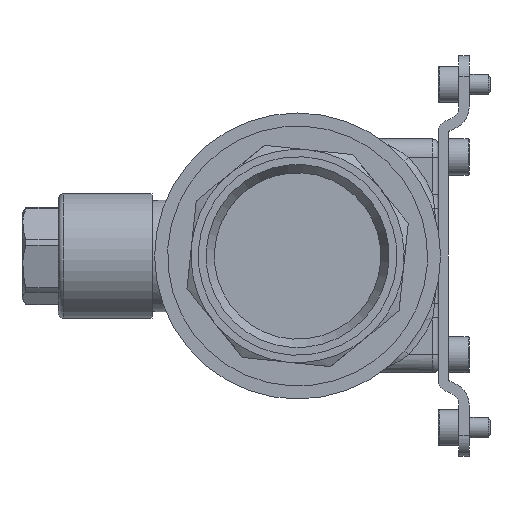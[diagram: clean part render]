
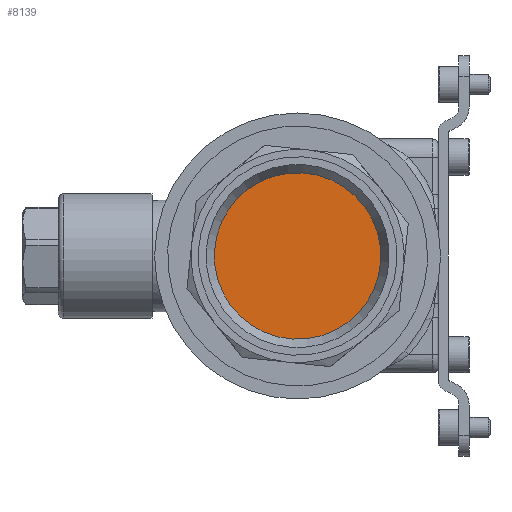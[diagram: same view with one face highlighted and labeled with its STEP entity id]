
A CAD part, left-side view. The second image highlights one B-rep face of the part: STEP entity #8139.
In plain terms, the highlighted planar face has unit normal (-1, 0, 0).
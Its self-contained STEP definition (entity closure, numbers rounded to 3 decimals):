
#1882=FACE_OUTER_BOUND('',#2373,.T.);
#2373=EDGE_LOOP('',(#5718,#5719));
#2897=CIRCLE('',#8727,16.);
#2898=CIRCLE('',#8728,16.);
#3331=VERTEX_POINT('',#11728);
#3332=VERTEX_POINT('',#11729);
#4254=EDGE_CURVE('',#3331,#3332,#2897,.T.);
#4255=EDGE_CURVE('',#3332,#3331,#2898,.T.);
#5718=ORIENTED_EDGE('',*,*,#4254,.T.);
#5719=ORIENTED_EDGE('',*,*,#4255,.T.);
#7923=PLANE('',#8726);
#8139=ADVANCED_FACE('',(#1882),#7923,.T.);
#8726=AXIS2_PLACEMENT_3D('',#11727,#9688,#9689);
#8727=AXIS2_PLACEMENT_3D('',#11730,#9690,#9691);
#8728=AXIS2_PLACEMENT_3D('',#11731,#9692,#9693);
#9688=DIRECTION('center_axis',(-1.,0.,0.));
#9689=DIRECTION('ref_axis',(0.,-0.284,-0.959));
#9690=DIRECTION('center_axis',(-1.,0.,0.));
#9691=DIRECTION('ref_axis',(0.,-0.444,-0.896));
#9692=DIRECTION('center_axis',(-1.,0.,0.));
#9693=DIRECTION('ref_axis',(0.,-0.444,-0.896));
#11727=CARTESIAN_POINT('Origin',(-29.3,0.,0.));
#11728=CARTESIAN_POINT('',(-29.3,-7.097,-14.34));
#11729=CARTESIAN_POINT('',(-29.3,7.097,14.34));
#11730=CARTESIAN_POINT('Origin',(-29.3,0.,0.));
#11731=CARTESIAN_POINT('Origin',(-29.3,0.,0.));
